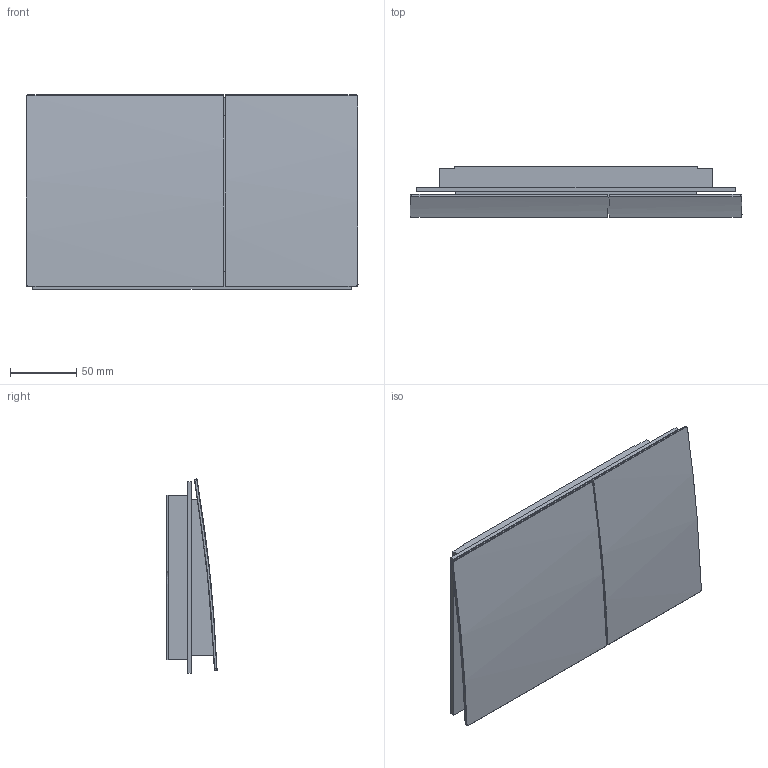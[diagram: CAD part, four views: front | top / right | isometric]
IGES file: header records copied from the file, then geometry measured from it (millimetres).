
Global section: file name: 115622; native system: Autodesk Inventor 2021; preprocessor: unknown; author: JANAN; date: 20221125.113827; units: millimetre
Bounding box: 250 x 37.76 x 146.2 mm (x, y, z)
Volume: 637676.7 mm3; surface area: 217898.4 mm2
Topology: 4 solids, 4 shells, 120 faces, 304 edges, 192 vertices
Faces by surface type: bspline 120
